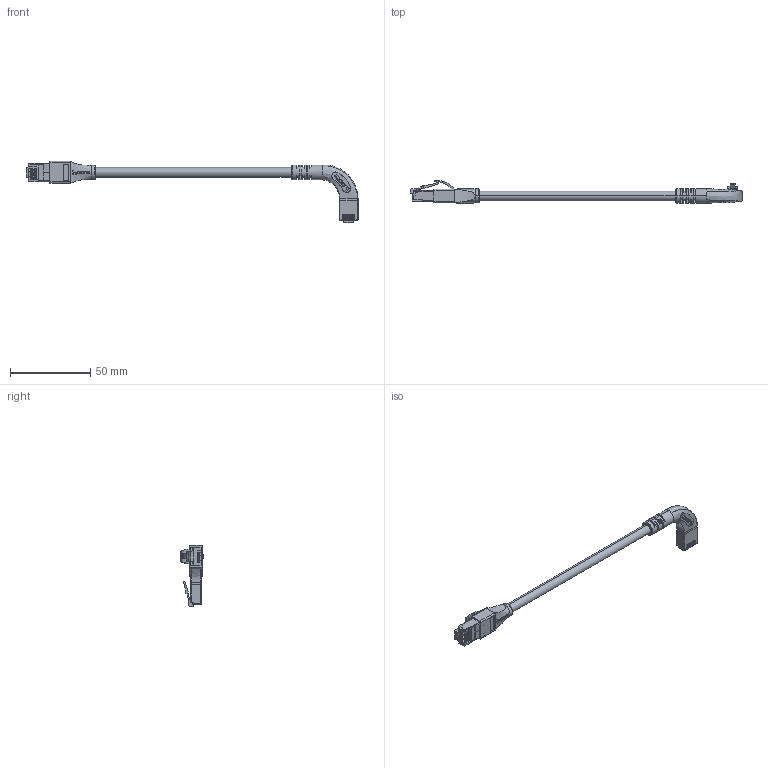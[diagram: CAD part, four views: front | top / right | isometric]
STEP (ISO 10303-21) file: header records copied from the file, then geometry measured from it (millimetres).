
FILE_DESCRIPTION (( 'STEP AP203' ), '1' );
FILE_NAME ('TRD695SRA7.step', '2013-02-18T13:13:04', ( 'x' ), ( '' ), 'SwSTEP 2.0', 'SolidWorks 2012', '' );
FILE_SCHEMA (( 'CONFIG_CONTROL_DESIGN' ));
Products named in the file (19): TRD695SRA7; 1AY01-034_NEW LOGO, entry size not shown; 1AD03-013_crimped; TDS8PC5-MA3; 1AD03-013-MA4_crimped strain relief; 1AD03-013-MA1; 1AD03-013-MA2; 1AD03-013-MA3; RA_RJ45_Version 2_right entry no cable; MTN-477; Pair 4; Pair 3; Pair 1_BLUE; Pair 2; 1AG01-037; 1AD01-015-MA2; 1AD01-015-MA1_for assembly with molded boot; 1AG01-036; RA-RJ45-MA2_6" long
Assembly tree (25 placements, depth 3):
  TRD695SRA7
    RA-RJ45-MA2_6" long
    RA_RJ45_Version 2_right entry no cable
      1AG01-036
      1AD01-015-MA1_for assembly with molded boot
      1AD01-015-MA2
      1AG01-037
      Pair 2
      Pair 1_BLUE
      Pair 3
      Pair 4
      MTN-477
    1AD03-013_crimped
      1AD03-013-MA3
      1AD03-013-MA2
      1AD03-013-MA1
      1AD03-013-MA4_crimped strain relief
      TDS8PC5-MA3  x8
    1AY01-034_NEW LOGO, entry size not shown
Bounding box: 206.74 x 14.16 x 38.1 mm (x, y, z)
Volume: 5957.7 mm3; surface area: 16762.5 mm2
Topology: 27 solids, 27 shells, 1401 faces, 3867 edges, 2465 vertices
Faces by surface type: plane 874, cylinder 291, bspline 176, sphere 35, torus 19, cone 6
Entity records: 55177 total; most frequent: CARTESIAN_POINT 22629, ORIENTED_EDGE 6812, DIRECTION 5553, EDGE_CURVE 3406, LINE 2227, VECTOR 2227, VERTEX_POINT 2181, AXIS2_PLACEMENT_3D 1663
